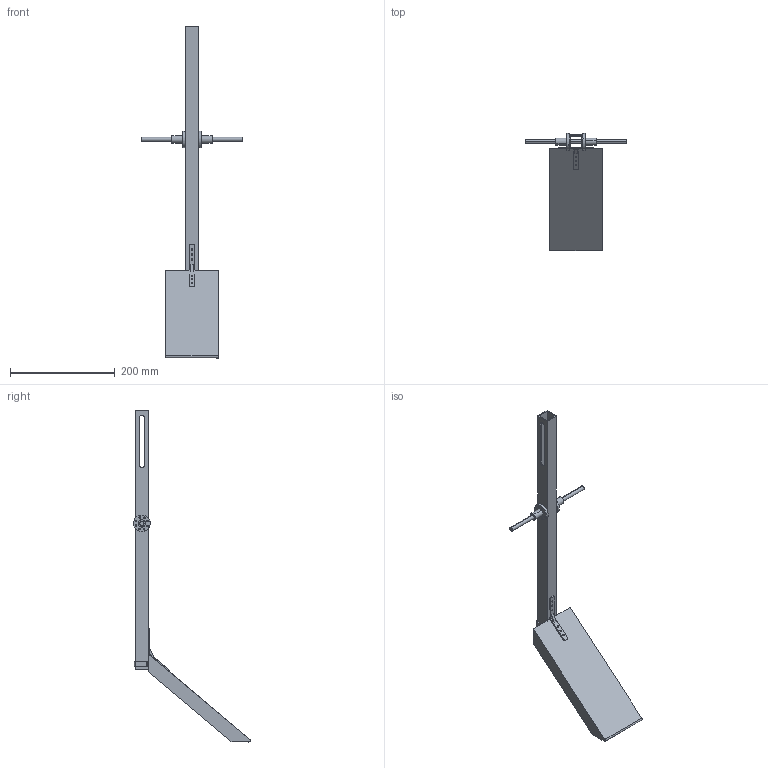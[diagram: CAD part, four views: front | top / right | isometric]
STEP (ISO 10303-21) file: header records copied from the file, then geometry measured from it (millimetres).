
FILE_DESCRIPTION (( 'STEP AP203' ), '1' );
FILE_NAME ('rodstep.STEP', '2020-03-13T12:56:22', ( '' ), ( '' ), 'SwSTEP 2.0', 'SolidWorks 2019', '' );
FILE_SCHEMA (( 'CONFIG_CONTROL_DESIGN' ));
Length unit declared in the file: millimetre
Products named in the file (11): CCoupling.STEP.STEP; rodstep; kickingrodnew.STEP; Kicking Shoe.STEP.STEP; Kicking shoe 130 degree clamp.STEP.STEP; kickingrodnew.STEP.STEP; coupling.STEP.STEP; pin for bearing.STEP.STEP; Kick Wedge.STEP.STEP; Kicking Wedge.STEP.STEP; Kicking shoe clamp bw wedge and rod.STEP.STEP
Assembly tree (10 placements, depth 5):
  rodstep
    kickingrodnew.STEP
      kickingrodnew.STEP.STEP
        Kicking Shoe.STEP.STEP
          Kicking Wedge.STEP.STEP
          Kick Wedge.STEP.STEP
          Kicking shoe clamp bw wedge and rod.STEP.STEP
        coupling.STEP.STEP
        pin for bearing.STEP.STEP
        CCoupling.STEP.STEP
        Kicking shoe 130 degree clamp.STEP.STEP
Bounding box: 193.4 x 223.22 x 634.61 mm (x, y, z)
Volume: 721904.2 mm3; surface area: 174630.5 mm2
Topology: 7 solids, 7 shells, 221 faces, 582 edges, 388 vertices
Faces by surface type: cylinder 157, plane 64
Entity records: 8399 total; most frequent: DIRECTION 1370, CARTESIAN_POINT 1207, ORIENTED_EDGE 1164, EDGE_CURVE 582, AXIS2_PLACEMENT_3D 551, VERTEX_POINT 388, EDGE_LOOP 344, CIRCLE 314
